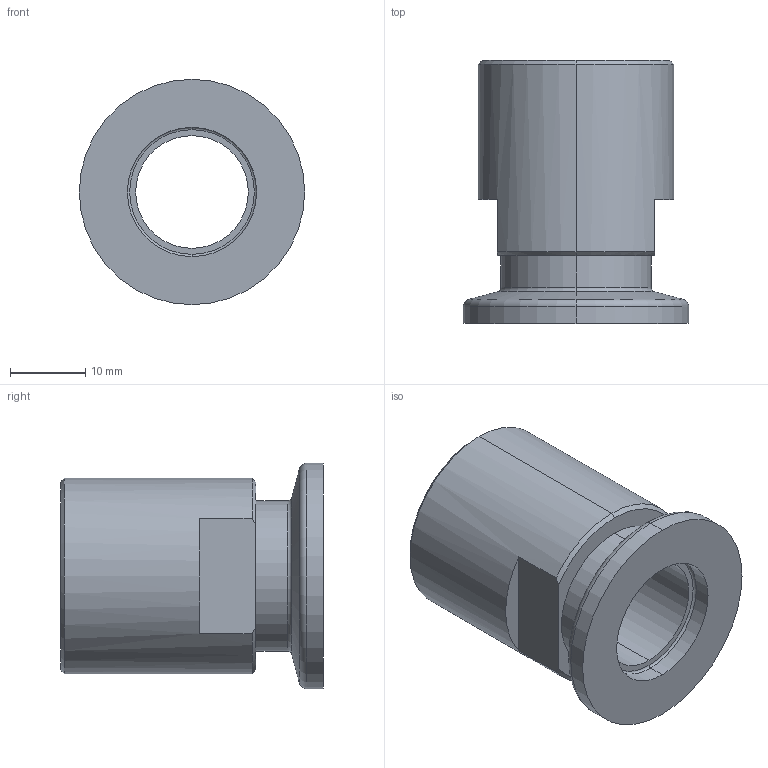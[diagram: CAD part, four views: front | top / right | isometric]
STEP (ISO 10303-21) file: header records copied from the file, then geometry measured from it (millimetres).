
FILE_DESCRIPTION (( 'STEP AP214' ), '1' );
FILE_NAME ('122AAD016-0500.stp', '2017-04-10T13:21:42', ( '' ), ( '' ), 'SwSTEP 2.0', 'SolidWorks 2015', '' );
FILE_SCHEMA (( 'AUTOMOTIVE_DESIGN' ));
Length unit declared in the file: millimetre
Products named in the file (1): 122AAD016-0500
Bounding box: 30 x 35 x 30 mm (x, y, z)
Volume: 9707.2 mm3; surface area: 7267.6 mm2
Topology: 2 solids, 2 shells, 45 faces, 96 edges, 59 vertices
Faces by surface type: cylinder 18, plane 12, cone 9, torus 6
Entity records: 1779 total; most frequent: DIRECTION 243, CARTESIAN_POINT 213, ORIENTED_EDGE 192, AXIS2_PLACEMENT_3D 105, EDGE_CURVE 96, VERTEX_POINT 59, CIRCLE 59, EDGE_LOOP 53
